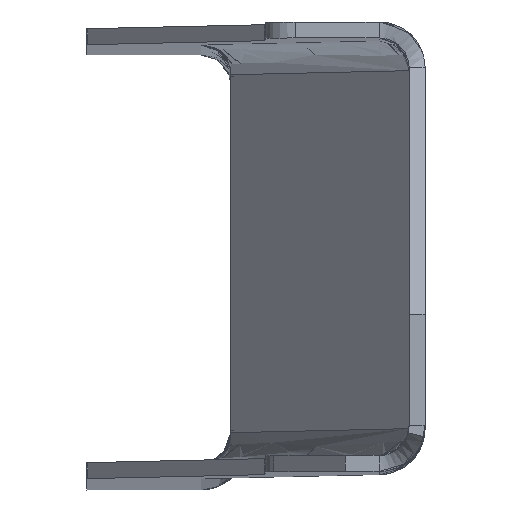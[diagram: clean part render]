
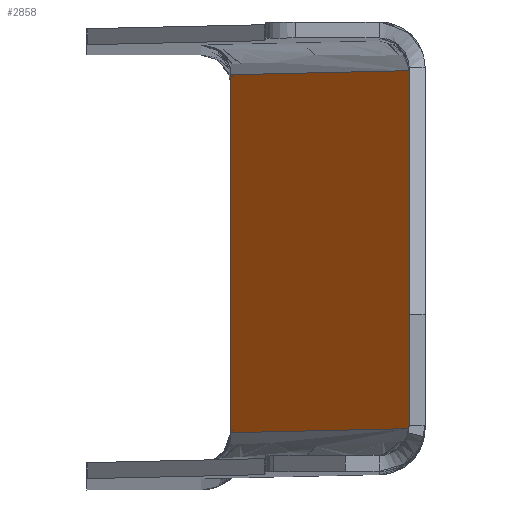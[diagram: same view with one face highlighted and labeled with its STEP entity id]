
A CAD part, top view. The second image highlights one B-rep face of the part: STEP entity #2858.
In plain terms, the highlighted free-form (B-spline) face has degree [1, 1] with [2, 2] control points.
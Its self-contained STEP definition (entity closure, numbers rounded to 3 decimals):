
#95 = VERTEX_POINT ( 'NONE', #3728 ) ;
#215 = ORIENTED_EDGE ( 'NONE', *, *, #1741, .T. ) ;
#259 = CARTESIAN_POINT ( 'NONE',  ( 1428.703, 57.511, 3251.805 ) ) ;
#288 = B_SPLINE_CURVE_WITH_KNOTS ( 'NONE', 1,
 ( #3551, #2042 ),
 .UNSPECIFIED., .F., .F.,
 ( 2, 2 ),
 ( 0., 1. ),
 .UNSPECIFIED. ) ;
#349 = CARTESIAN_POINT ( 'NONE',  ( 1517.623, -121.489, 4399.558 ) ) ;
#395 = B_SPLINE_CURVE_WITH_KNOTS ( 'NONE', 1,
 ( #2104, #1847 ),
 .UNSPECIFIED., .F., .F.,
 ( 2, 2 ),
 ( -1., 0. ),
 .UNSPECIFIED. ) ;
#419 = ORIENTED_EDGE ( 'NONE', *, *, #2505, .T. ) ;
#471 = CARTESIAN_POINT ( 'NONE',  ( 1428.602, -121.489, 3250.502 ) ) ;
#521 = VERTEX_POINT ( 'NONE', #2269 ) ;
#562 = ORIENTED_EDGE ( 'NONE', *, *, #580, .T. ) ;
#580 = EDGE_CURVE ( 'NONE', #2996, #639, #1691, .T. ) ;
#608 = ORIENTED_EDGE ( 'NONE', *, *, #3409, .T. ) ;
#639 = VERTEX_POINT ( 'NONE', #2236 ) ;
#779 = CARTESIAN_POINT ( 'NONE',  ( 1428.703, 56.511, 3251.805 ) ) ;
#785 = CARTESIAN_POINT ( 'NONE',  ( 1428.703, -120.489, 3251.805 ) ) ;
#839 = ORIENTED_EDGE ( 'NONE', *, *, #2892, .T. ) ;
#878 = ORIENTED_EDGE ( 'NONE', *, *, #2993, .T. ) ;
#933 = CARTESIAN_POINT ( 'NONE',  ( 1428.602, 56.511, 3250.502 ) ) ;
#1195 = B_SPLINE_CURVE_WITH_KNOTS ( 'NONE', 1,
 ( #3573, #1726 ),
 .UNSPECIFIED., .F., .F.,
 ( 2, 2 ),
 ( -1., 0. ),
 .UNSPECIFIED. ) ;
#1220 = VERTEX_POINT ( 'NONE', #3812 ) ;
#1226 = B_SPLINE_SURFACE_WITH_KNOTS ( 'NONE', 1, 1, ( 
 ( #2562, #2000 ),
 ( #2348, #471 ) ),
 .UNSPECIFIED., .F., .F., .F.,
 ( 2, 2 ),
 ( 2, 2 ),
 ( 0., 1. ),
 ( 0., 1. ),
 .UNSPECIFIED. ) ;
#1307 = CARTESIAN_POINT ( 'NONE',  ( 1517.623, 57.511, 4399.558 ) ) ;
#1487 = ORIENTED_EDGE ( 'NONE', *, *, #2073, .T. ) ;
#1523 = VERTEX_POINT ( 'NONE', #3435 ) ;
#1613 = B_SPLINE_CURVE_WITH_KNOTS ( 'NONE', 1,
 ( #2928, #1750 ),
 .UNSPECIFIED., .F., .F.,
 ( 2, 2 ),
 ( 0., 1. ),
 .UNSPECIFIED. ) ;
#1691 = B_SPLINE_CURVE_WITH_KNOTS ( 'NONE', 1,
 ( #349, #3429 ),
 .UNSPECIFIED., .F., .F.,
 ( 2, 2 ),
 ( 0., 1. ),
 .UNSPECIFIED. ) ;
#1726 = CARTESIAN_POINT ( 'NONE',  ( 1517.747, -121.489, 4401.167 ) ) ;
#1741 = EDGE_CURVE ( 'NONE', #3537, #1835, #3177, .T. ) ;
#1750 = CARTESIAN_POINT ( 'NONE',  ( 1428.703, -121.489, 3251.805 ) ) ;
#1755 = ORIENTED_EDGE ( 'NONE', *, *, #3236, .F. ) ;
#1835 = VERTEX_POINT ( 'NONE', #2551 ) ;
#1847 = CARTESIAN_POINT ( 'NONE',  ( 1428.703, -121.489, 3251.805 ) ) ;
#1876 = ORIENTED_EDGE ( 'NONE', *, *, #2152, .F. ) ;
#1974 = CARTESIAN_POINT ( 'NONE',  ( 1428.703, 56.511, 3251.805 ) ) ;
#1992 = CARTESIAN_POINT ( 'NONE',  ( 1428.602, 56.511, 3250.502 ) ) ;
#2000 = CARTESIAN_POINT ( 'NONE',  ( 1428.602, 57.511, 3250.502 ) ) ;
#2042 = CARTESIAN_POINT ( 'NONE',  ( 1428.703, 56.511, 3251.805 ) ) ;
#2050 = ORIENTED_EDGE ( 'NONE', *, *, #2604, .F. ) ;
#2073 = EDGE_CURVE ( 'NONE', #521, #95, #1613, .T. ) ;
#2104 = CARTESIAN_POINT ( 'NONE',  ( 1517.623, -121.489, 4399.558 ) ) ;
#2152 = EDGE_CURVE ( 'NONE', #2996, #95, #395, .T. ) ;
#2236 = CARTESIAN_POINT ( 'NONE',  ( 1517.747, -121.489, 4401.167 ) ) ;
#2238 = CARTESIAN_POINT ( 'NONE',  ( 1517.747, 57.511, 4401.167 ) ) ;
#2260 = CARTESIAN_POINT ( 'NONE',  ( 1517.623, -121.489, 4399.558 ) ) ;
#2269 = CARTESIAN_POINT ( 'NONE',  ( 1428.703, -120.489, 3251.805 ) ) ;
#2276 = B_SPLINE_CURVE_WITH_KNOTS ( 'NONE', 1,
 ( #3784, #785 ),
 .UNSPECIFIED., .F., .F.,
 ( 2, 2 ),
 ( 0., 1. ),
 .UNSPECIFIED. ) ;
#2306 = B_SPLINE_CURVE_WITH_KNOTS ( 'NONE', 1,
 ( #259, #3305 ),
 .UNSPECIFIED., .F., .F.,
 ( 2, 2 ),
 ( -1., 0. ),
 .UNSPECIFIED. ) ;
#2348 = CARTESIAN_POINT ( 'NONE',  ( 1517.747, -121.489, 4401.167 ) ) ;
#2499 = EDGE_LOOP ( 'NONE', ( #878, #2050, #419, #608, #215, #839, #1487, #1876, #562, #1755 ) ) ;
#2505 = EDGE_CURVE ( 'NONE', #1523, #3258, #288, .T. ) ;
#2551 = CARTESIAN_POINT ( 'NONE',  ( 1428.602, -120.489, 3250.502 ) ) ;
#2562 = CARTESIAN_POINT ( 'NONE',  ( 1517.747, 57.511, 4401.167 ) ) ;
#2604 = EDGE_CURVE ( 'NONE', #1523, #1220, #2306, .T. ) ;
#2858 = ADVANCED_FACE ( 'NONE', ( #3569 ), #1226, .F. ) ;
#2892 = EDGE_CURVE ( 'NONE', #1835, #521, #2276, .T. ) ;
#2928 = CARTESIAN_POINT ( 'NONE',  ( 1428.703, -120.489, 3251.805 ) ) ;
#2993 = EDGE_CURVE ( 'NONE', #3498, #1220, #3759, .T. ) ;
#2996 = VERTEX_POINT ( 'NONE', #2260 ) ;
#3177 = B_SPLINE_CURVE_WITH_KNOTS ( 'NONE', 1,
 ( #933, #3948 ),
 .UNSPECIFIED., .F., .F.,
 ( 2, 2 ),
 ( 0., 1. ),
 .UNSPECIFIED. ) ;
#3181 = B_SPLINE_CURVE_WITH_KNOTS ( 'NONE', 1,
 ( #1974, #1992 ),
 .UNSPECIFIED., .F., .F.,
 ( 2, 2 ),
 ( 0., 1. ),
 .UNSPECIFIED. ) ;
#3236 = EDGE_CURVE ( 'NONE', #3498, #639, #1195, .T. ) ;
#3258 = VERTEX_POINT ( 'NONE', #779 ) ;
#3305 = CARTESIAN_POINT ( 'NONE',  ( 1517.623, 57.511, 4399.558 ) ) ;
#3409 = EDGE_CURVE ( 'NONE', #3258, #3537, #3181, .T. ) ;
#3429 = CARTESIAN_POINT ( 'NONE',  ( 1517.747, -121.489, 4401.167 ) ) ;
#3435 = CARTESIAN_POINT ( 'NONE',  ( 1428.703, 57.511, 3251.805 ) ) ;
#3498 = VERTEX_POINT ( 'NONE', #3926 ) ;
#3537 = VERTEX_POINT ( 'NONE', #3864 ) ;
#3551 = CARTESIAN_POINT ( 'NONE',  ( 1428.703, 57.511, 3251.805 ) ) ;
#3569 = FACE_OUTER_BOUND ( 'NONE', #2499, .T. ) ;
#3573 = CARTESIAN_POINT ( 'NONE',  ( 1517.747, 57.511, 4401.167 ) ) ;
#3728 = CARTESIAN_POINT ( 'NONE',  ( 1428.703, -121.489, 3251.805 ) ) ;
#3759 = B_SPLINE_CURVE_WITH_KNOTS ( 'NONE', 1,
 ( #2238, #1307 ),
 .UNSPECIFIED., .F., .F.,
 ( 2, 2 ),
 ( 0., 1. ),
 .UNSPECIFIED. ) ;
#3784 = CARTESIAN_POINT ( 'NONE',  ( 1428.602, -120.489, 3250.502 ) ) ;
#3812 = CARTESIAN_POINT ( 'NONE',  ( 1517.623, 57.511, 4399.558 ) ) ;
#3864 = CARTESIAN_POINT ( 'NONE',  ( 1428.602, 56.511, 3250.502 ) ) ;
#3926 = CARTESIAN_POINT ( 'NONE',  ( 1517.747, 57.511, 4401.167 ) ) ;
#3948 = CARTESIAN_POINT ( 'NONE',  ( 1428.602, -120.489, 3250.502 ) ) ;
